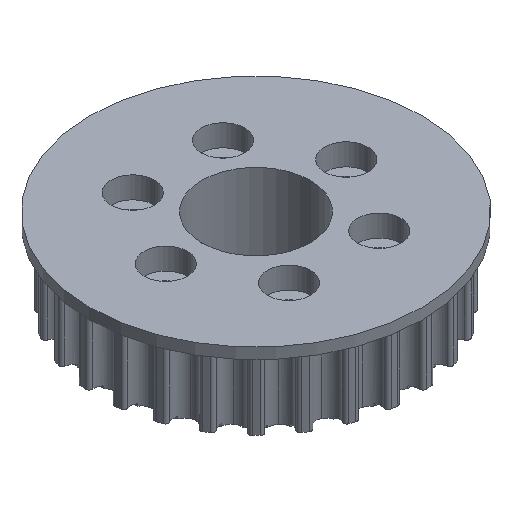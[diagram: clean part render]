
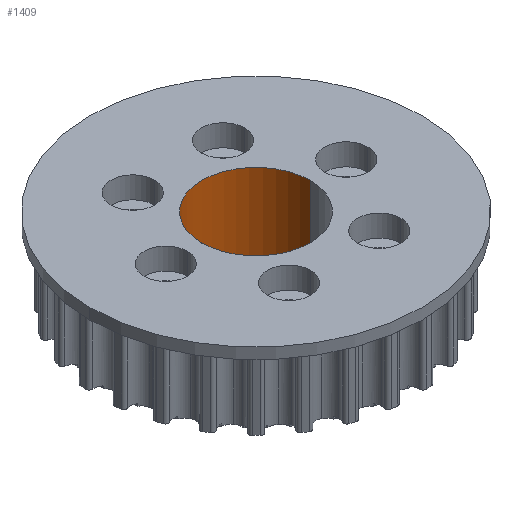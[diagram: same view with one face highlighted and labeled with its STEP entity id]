
A CAD part, isometric view. The second image highlights one B-rep face of the part: STEP entity #1409.
In plain terms, the highlighted cylindrical face has radius 7.5 mm (diameter 15 mm), a partial arc.
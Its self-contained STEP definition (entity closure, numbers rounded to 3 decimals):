
#8 = EDGE_CURVE ( 'NONE', #8319, #1181, #262, .T. ) ;
#247 = ORIENTED_EDGE ( 'NONE', *, *, #2291, .T. ) ;
#262 = LINE ( 'NONE', #2252, #1321 ) ;
#610 = AXIS2_PLACEMENT_3D ( 'NONE', #2989, #5780, #8586 ) ;
#1181 = VERTEX_POINT ( 'NONE', #4183 ) ;
#1280 = AXIS2_PLACEMENT_3D ( 'NONE', #6811, #7545, #6950 ) ;
#1321 = VECTOR ( 'NONE', #7205, 1000. ) ;
#1409 = ADVANCED_FACE ( 'NONE', ( #5686 ), #1697, .F. ) ;
#1697 = CYLINDRICAL_SURFACE ( 'NONE', #610, 7.5 ) ;
#1765 = CARTESIAN_POINT ( 'NONE',  ( -7.5, 0., -8.3 ) ) ;
#1989 = VERTEX_POINT ( 'NONE', #7372 ) ;
#2045 = DIRECTION ( 'NONE',  ( -1., 0., 0. ) ) ;
#2252 = CARTESIAN_POINT ( 'NONE',  ( 7.5, 0., -8.3 ) ) ;
#2291 = EDGE_CURVE ( 'NONE', #6021, #1989, #5199, .T. ) ;
#2416 = EDGE_CURVE ( 'NONE', #1989, #1181, #7433, .T. ) ;
#2464 = EDGE_CURVE ( 'NONE', #6021, #8319, #2606, .T. ) ;
#2566 = CARTESIAN_POINT ( 'NONE',  ( -7.5, 0., -8.3 ) ) ;
#2606 = CIRCLE ( 'NONE', #1280, 7.5 ) ;
#2612 = CARTESIAN_POINT ( 'NONE',  ( 7.5, 0., -8.3 ) ) ;
#2832 = ORIENTED_EDGE ( 'NONE', *, *, #2464, .F. ) ;
#2860 = ORIENTED_EDGE ( 'NONE', *, *, #2416, .T. ) ;
#2906 = VECTOR ( 'NONE', #5153, 1000. ) ;
#2989 = CARTESIAN_POINT ( 'NONE',  ( 0., 0., -8.3 ) ) ;
#4183 = CARTESIAN_POINT ( 'NONE',  ( 7.5, 0., -20.1 ) ) ;
#4738 = CARTESIAN_POINT ( 'NONE',  ( 0., 0., -20.1 ) ) ;
#5153 = DIRECTION ( 'NONE',  ( 0., 0., -1. ) ) ;
#5199 = LINE ( 'NONE', #1765, #2906 ) ;
#5564 = DIRECTION ( 'NONE',  ( 0., 0., -1. ) ) ;
#5686 = FACE_OUTER_BOUND ( 'NONE', #7472, .T. ) ;
#5780 = DIRECTION ( 'NONE',  ( 0., 0., -1. ) ) ;
#6021 = VERTEX_POINT ( 'NONE', #2566 ) ;
#6811 = CARTESIAN_POINT ( 'NONE',  ( 0., 0., -8.3 ) ) ;
#6855 = AXIS2_PLACEMENT_3D ( 'NONE', #4738, #5564, #2045 ) ;
#6950 = DIRECTION ( 'NONE',  ( -1., 0., 0. ) ) ;
#6993 = ORIENTED_EDGE ( 'NONE', *, *, #8, .F. ) ;
#7205 = DIRECTION ( 'NONE',  ( 0., 0., -1. ) ) ;
#7372 = CARTESIAN_POINT ( 'NONE',  ( -7.5, 0., -20.1 ) ) ;
#7433 = CIRCLE ( 'NONE', #6855, 7.5 ) ;
#7472 = EDGE_LOOP ( 'NONE', ( #6993, #2832, #247, #2860 ) ) ;
#7545 = DIRECTION ( 'NONE',  ( 0., 0., -1. ) ) ;
#8319 = VERTEX_POINT ( 'NONE', #2612 ) ;
#8586 = DIRECTION ( 'NONE',  ( -1., 0., 0. ) ) ;
